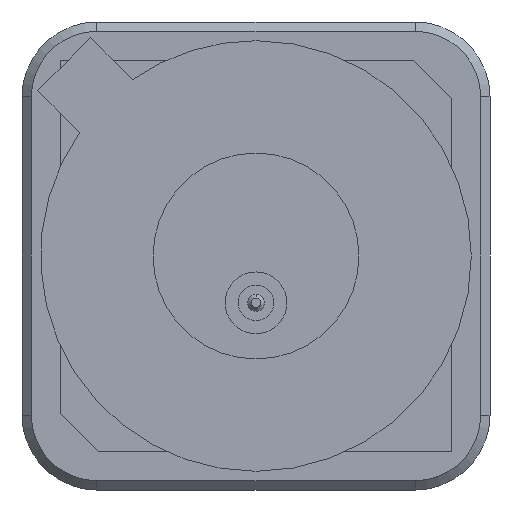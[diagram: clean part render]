
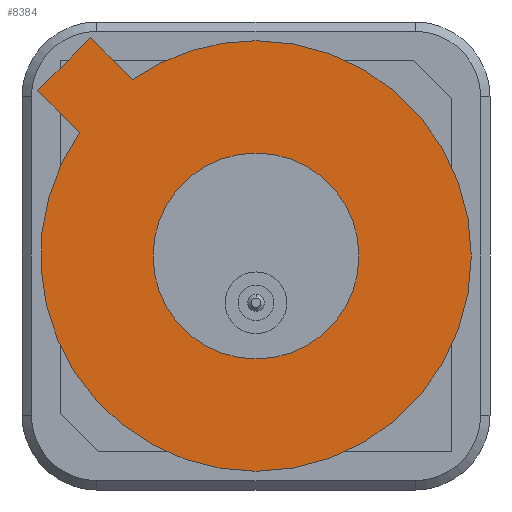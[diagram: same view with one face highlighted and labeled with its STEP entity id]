
A CAD part, front view. The second image highlights one B-rep face of the part: STEP entity #8384.
In plain terms, the highlighted planar face has unit normal (0, -1, 0).
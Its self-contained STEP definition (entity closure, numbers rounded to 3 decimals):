
#76 = CARTESIAN_POINT ( 'NONE',  ( -11.664, -0.11, 8.835 ) ) ;
#331 = EDGE_CURVE ( 'NONE', #10542, #2917, #12334, .T. ) ;
#419 = LINE ( 'NONE', #6146, #4700 ) ;
#801 = CARTESIAN_POINT ( 'NONE',  ( 0., -0.11, 0. ) ) ;
#1088 = CARTESIAN_POINT ( 'NONE',  ( -8.835, -0.11, 11.664 ) ) ;
#1482 = DIRECTION ( 'NONE',  ( 0., 0., 1. ) ) ;
#1592 = CIRCLE ( 'NONE', #11283, 5.5 ) ;
#1689 = EDGE_CURVE ( 'NONE', #12799, #12365, #6215, .T. ) ;
#1722 = EDGE_LOOP ( 'NONE', ( #5658, #5168 ) ) ;
#2057 = CARTESIAN_POINT ( 'NONE',  ( 0., -0.11, 0. ) ) ;
#2917 = VERTEX_POINT ( 'NONE', #10438 ) ;
#3004 = CIRCLE ( 'NONE', #11832, 11.5 ) ;
#3031 = EDGE_LOOP ( 'NONE', ( #13618, #5770, #9918, #11587, #10471, #9761 ) ) ;
#3156 = DIRECTION ( 'NONE',  ( 0., 1., 0. ) ) ;
#3408 = AXIS2_PLACEMENT_3D ( 'NONE', #2057, #13718, #12527 ) ;
#3648 = AXIS2_PLACEMENT_3D ( 'NONE', #6874, #12123, #11052 ) ;
#3697 = DIRECTION ( 'NONE',  ( 0., 0., 1. ) ) ;
#3951 = DIRECTION ( 'NONE',  ( 0., 1., 0. ) ) ;
#4138 = CARTESIAN_POINT ( 'NONE',  ( 0., -0.11, 0. ) ) ;
#4231 = DIRECTION ( 'NONE',  ( 0.707, 0., -0.707 ) ) ;
#4234 = VECTOR ( 'NONE', #4231, 1000. ) ;
#4276 = DIRECTION ( 'NONE',  ( 0., 0., 1. ) ) ;
#4700 = VECTOR ( 'NONE', #7366, 1000. ) ;
#4768 = EDGE_CURVE ( 'NONE', #8999, #12799, #13378, .T. ) ;
#4795 = CARTESIAN_POINT ( 'NONE',  ( -11.664, -0.11, 8.835 ) ) ;
#4975 = VERTEX_POINT ( 'NONE', #13439 ) ;
#5065 = DIRECTION ( 'NONE',  ( 0., 0., 1. ) ) ;
#5168 = ORIENTED_EDGE ( 'NONE', *, *, #10535, .T. ) ;
#5286 = FACE_OUTER_BOUND ( 'NONE', #3031, .T. ) ;
#5658 = ORIENTED_EDGE ( 'NONE', *, *, #5678, .T. ) ;
#5678 = EDGE_CURVE ( 'NONE', #9344, #8545, #1592, .T. ) ;
#5770 = ORIENTED_EDGE ( 'NONE', *, *, #1689, .F. ) ;
#5775 = DIRECTION ( 'NONE',  ( 0., 1., 0. ) ) ;
#6025 = AXIS2_PLACEMENT_3D ( 'NONE', #6736, #6815, #1482 ) ;
#6146 = CARTESIAN_POINT ( 'NONE',  ( -9.422, -0.11, 6.594 ) ) ;
#6215 = LINE ( 'NONE', #12755, #4234 ) ;
#6277 = FACE_BOUND ( 'NONE', #1722, .T. ) ;
#6736 = CARTESIAN_POINT ( 'NONE',  ( 0., -0.11, 0. ) ) ;
#6815 = DIRECTION ( 'NONE',  ( 0., 1., 0. ) ) ;
#6874 = CARTESIAN_POINT ( 'NONE',  ( 0., -0.11, 0. ) ) ;
#6958 = PLANE ( 'NONE',  #3648 ) ;
#7327 = CARTESIAN_POINT ( 'NONE',  ( -6.594, -0.11, 9.422 ) ) ;
#7366 = DIRECTION ( 'NONE',  ( -0.707, 0., 0.707 ) ) ;
#8094 = CIRCLE ( 'NONE', #6025, 11.5 ) ;
#8384 = ADVANCED_FACE ( 'NONE', ( #5286, #6277 ), #6958, .F. ) ;
#8545 = VERTEX_POINT ( 'NONE', #10175 ) ;
#8610 = CARTESIAN_POINT ( 'NONE',  ( 0., -0.11, -5.5 ) ) ;
#8949 = EDGE_CURVE ( 'NONE', #12365, #10542, #8094, .T. ) ;
#8999 = VERTEX_POINT ( 'NONE', #4795 ) ;
#9344 = VERTEX_POINT ( 'NONE', #8610 ) ;
#9757 = VECTOR ( 'NONE', #12660, 1000. ) ;
#9761 = ORIENTED_EDGE ( 'NONE', *, *, #331, .F. ) ;
#9918 = ORIENTED_EDGE ( 'NONE', *, *, #4768, .F. ) ;
#10175 = CARTESIAN_POINT ( 'NONE',  ( 0., -0.11, 5.5 ) ) ;
#10418 = CARTESIAN_POINT ( 'NONE',  ( 0., -0.11, 11.5 ) ) ;
#10438 = CARTESIAN_POINT ( 'NONE',  ( 0., -0.11, -11.5 ) ) ;
#10471 = ORIENTED_EDGE ( 'NONE', *, *, #11344, .F. ) ;
#10535 = EDGE_CURVE ( 'NONE', #8545, #9344, #10632, .T. ) ;
#10542 = VERTEX_POINT ( 'NONE', #10418 ) ;
#10606 = AXIS2_PLACEMENT_3D ( 'NONE', #4138, #3156, #4276 ) ;
#10632 = CIRCLE ( 'NONE', #3408, 5.5 ) ;
#11052 = DIRECTION ( 'NONE',  ( 0., 0., 1. ) ) ;
#11283 = AXIS2_PLACEMENT_3D ( 'NONE', #801, #3951, #5065 ) ;
#11344 = EDGE_CURVE ( 'NONE', #2917, #4975, #3004, .T. ) ;
#11587 = ORIENTED_EDGE ( 'NONE', *, *, #13502, .F. ) ;
#11832 = AXIS2_PLACEMENT_3D ( 'NONE', #12033, #5775, #3697 ) ;
#12033 = CARTESIAN_POINT ( 'NONE',  ( 0., -0.11, 0. ) ) ;
#12123 = DIRECTION ( 'NONE',  ( 0., 1., 0. ) ) ;
#12334 = CIRCLE ( 'NONE', #10606, 11.5 ) ;
#12365 = VERTEX_POINT ( 'NONE', #7327 ) ;
#12527 = DIRECTION ( 'NONE',  ( 0., 0., 1. ) ) ;
#12660 = DIRECTION ( 'NONE',  ( 0.707, 0., 0.707 ) ) ;
#12755 = CARTESIAN_POINT ( 'NONE',  ( -6.594, -0.11, 9.422 ) ) ;
#12799 = VERTEX_POINT ( 'NONE', #1088 ) ;
#13378 = LINE ( 'NONE', #76, #9757 ) ;
#13439 = CARTESIAN_POINT ( 'NONE',  ( -9.422, -0.11, 6.594 ) ) ;
#13502 = EDGE_CURVE ( 'NONE', #4975, #8999, #419, .T. ) ;
#13618 = ORIENTED_EDGE ( 'NONE', *, *, #8949, .F. ) ;
#13718 = DIRECTION ( 'NONE',  ( 0., 1., 0. ) ) ;
